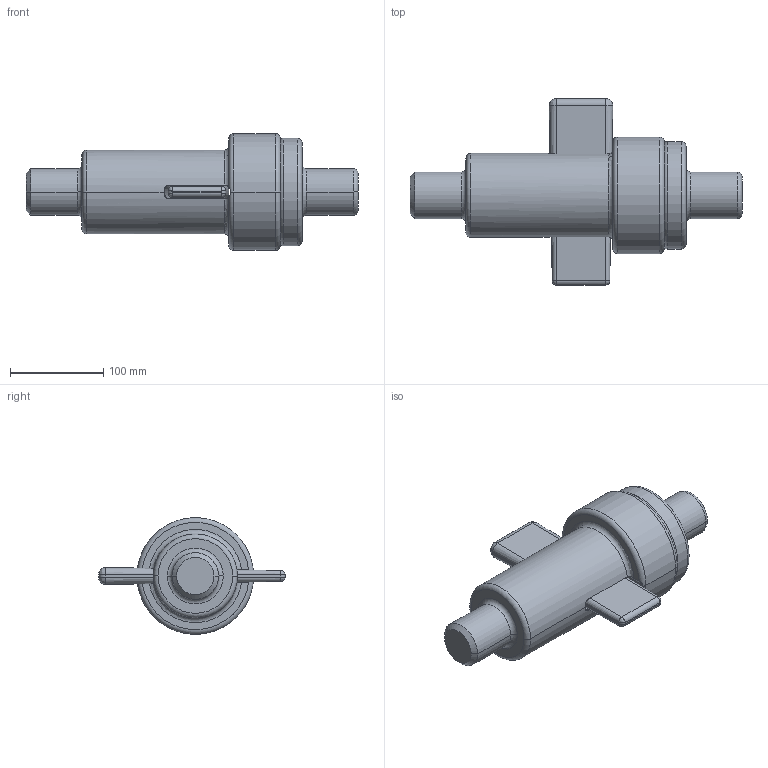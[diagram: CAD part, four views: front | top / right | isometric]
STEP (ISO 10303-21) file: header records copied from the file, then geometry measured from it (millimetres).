
FILE_DESCRIPTION((''),'2;1');
FILE_NAME('SPIGOT_JOINT_ASM','2020-06-26T14:57:51',('SDR'),(''),'CREO PARAMETRIC BY PTC INC, 2018050','CREO PARAMETRIC BY PTC INC, 2018050','');
FILE_SCHEMA(('CONFIG_CONTROL_DESIGN'));
Length unit declared in the file: millimetre
Products named in the file (4): SOCKET; SPIGOT; COTTER_SPIGOT; SPIGOT_JOINT_ASM
Assembly tree (3 placements, depth 2):
  SPIGOT_JOINT_ASM
    SOCKET
    SPIGOT
    COTTER_SPIGOT
Bounding box: 356 x 200 x 125 mm (x, y, z)
Volume: 2226551.7 mm3; surface area: 246103.9 mm2
Topology: 3 solids, 3 shells, 96 faces, 246 edges, 153 vertices
Faces by surface type: plane 33, cylinder 32, torus 17, bspline 8, cone 6
Entity records: 3524 total; most frequent: CARTESIAN_POINT 1106, DIRECTION 502, ORIENTED_EDGE 492, EDGE_CURVE 246, AXIS2_PLACEMENT_3D 201, VERTEX_POINT 153, CIRCLE 106, VECTOR 100
